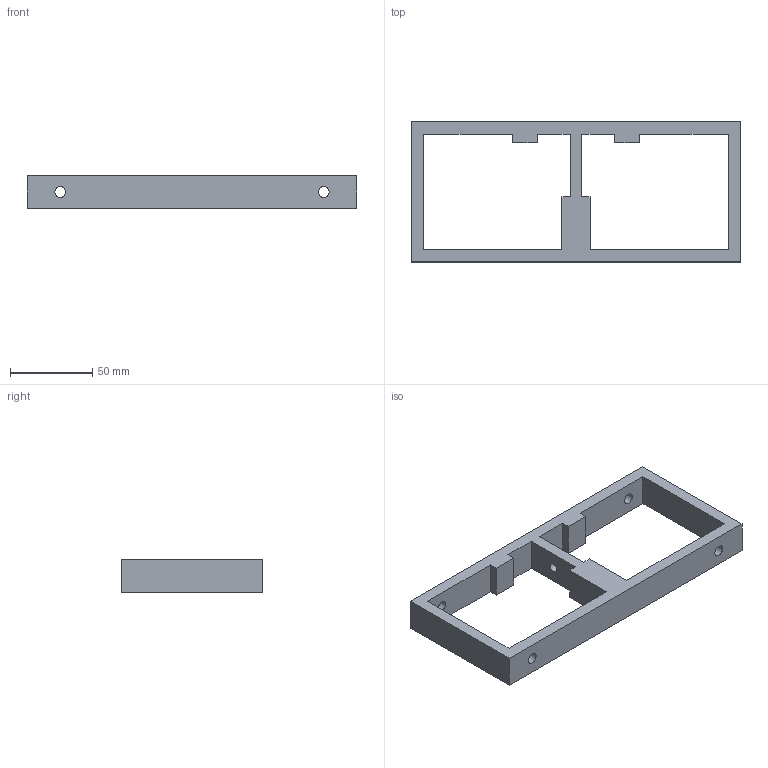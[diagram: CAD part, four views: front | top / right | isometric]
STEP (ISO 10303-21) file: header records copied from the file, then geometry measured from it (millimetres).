
FILE_DESCRIPTION(/* description */ (''),/* implementation_level */ '2;1');
FILE_NAME(/* name */ 'X axis wheel frame v3.step',/* time_stamp */ '2023-09-19T19:03:07+08:00',/* author */ (''),/* organization */ (''),/* preprocessor_version */ 'ST-DEVELOPER v20',/* originating_system */ 'Autodesk Translation Framework v12.14.0.127',/* authorisation */ '');
FILE_SCHEMA (('AUTOMOTIVE_DESIGN { 1 0 10303 214 3 1 1 }'));
Length unit declared in the file: millimetre
Products named in the file (1): X axis wheel frame
Bounding box: 200 x 85 x 20 mm (x, y, z)
Volume: 99007.3 mm3; surface area: 34961.8 mm2
Topology: 1 solids, 1 shells, 33 faces, 93 edges, 62 vertices
Faces by surface type: plane 28, cylinder 5
Full cylindrical faces by diameter (mm): 5.5 x1, 6.6 x4
Entity records: 1118 total; most frequent: CARTESIAN_POINT 189, ORIENTED_EDGE 186, DIRECTION 171, EDGE_CURVE 93, LINE 83, VECTOR 83, VERTEX_POINT 62, EDGE_LOOP 47
